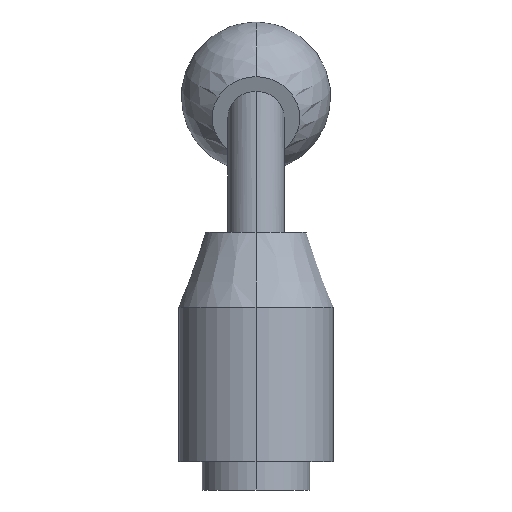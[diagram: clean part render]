
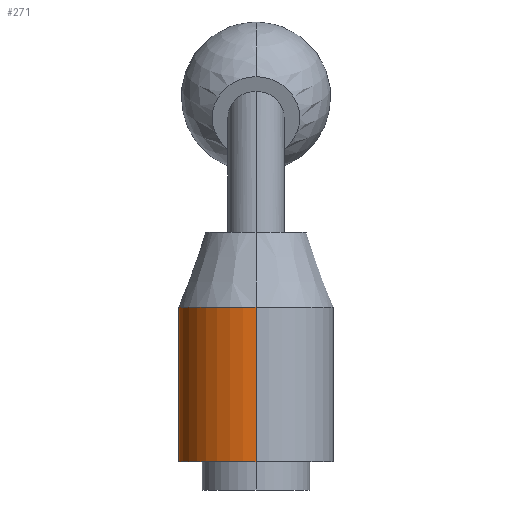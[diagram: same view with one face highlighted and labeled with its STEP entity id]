
A CAD part, left-side view. The second image highlights one B-rep face of the part: STEP entity #271.
In plain terms, the highlighted cylindrical face has radius 16.5 mm (diameter 33 mm), a partial arc.
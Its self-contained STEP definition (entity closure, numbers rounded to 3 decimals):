
#227=VERTEX_POINT('',#479);
#231=EDGE_CURVE('',#227,#327,#483,.T.);
#233=VERTEX_POINT('',#485);
#235=EDGE_CURVE('',#227,#233,#487,.T.);
#239=EDGE_CURVE('',#255,#233,#492,.T.);
#255=VERTEX_POINT('',#508);
#265=EDGE_CURVE('',#327,#255,#518,.T.);
#271=ADVANCED_FACE('',(#524),#525,.T.);
#327=VERTEX_POINT('',#588);
#479=CARTESIAN_POINT('',(16.5,0.0,6.0));
#483=LINE('',#812,#813);
#485=CARTESIAN_POINT('',(-16.5,0.,6.0));
#487=CIRCLE('',#818,16.5);
#492=LINE('',#824,#825);
#508=CARTESIAN_POINT('',(-16.5,0.,39.025));
#518=CIRCLE('',#882,16.5);
#524=FACE_OUTER_BOUND('',#891,.T.);
#525=CYLINDRICAL_SURFACE('',#892,16.5);
#588=CARTESIAN_POINT('',(16.5,0.0,39.025));
#812=CARTESIAN_POINT('',(16.5,0.,22.513));
#813=VECTOR('',#1154,1.0);
#818=AXIS2_PLACEMENT_3D('',#1155,#1156,#1157);
#824=CARTESIAN_POINT('',(-16.5,0.,22.513));
#825=VECTOR('',#1166,1.0);
#882=AXIS2_PLACEMENT_3D('',#1183,#1184,#1185);
#891=EDGE_LOOP('',(#1191,#1192,#1193,#1194));
#892=AXIS2_PLACEMENT_3D('',#1195,#1196,#1197);
#1154=DIRECTION('',(0.0,0.0,1.0));
#1155=CARTESIAN_POINT('',(0.0,0.0,6.0));
#1156=DIRECTION('',(0.0,0.0,1.0));
#1157=DIRECTION('',(1.0,0.0,0.0));
#1166=DIRECTION('',(-0.0,-0.0,-1.0));
#1183=CARTESIAN_POINT('',(0.0,0.0,39.025));
#1184=DIRECTION('',(0.0,0.0,1.0));
#1185=DIRECTION('',(1.0,0.0,0.0));
#1191=ORIENTED_EDGE('',*,*,#231,.F.);
#1192=ORIENTED_EDGE('',*,*,#235,.T.);
#1193=ORIENTED_EDGE('',*,*,#239,.F.);
#1194=ORIENTED_EDGE('',*,*,#265,.F.);
#1195=CARTESIAN_POINT('',(0.0,0.0,22.513));
#1196=DIRECTION('',(-0.0,-0.0,-1.0));
#1197=DIRECTION('',(1.0,0.0,0.0));
